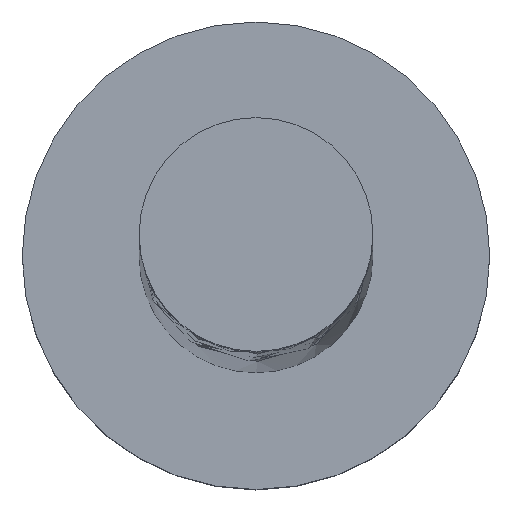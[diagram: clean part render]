
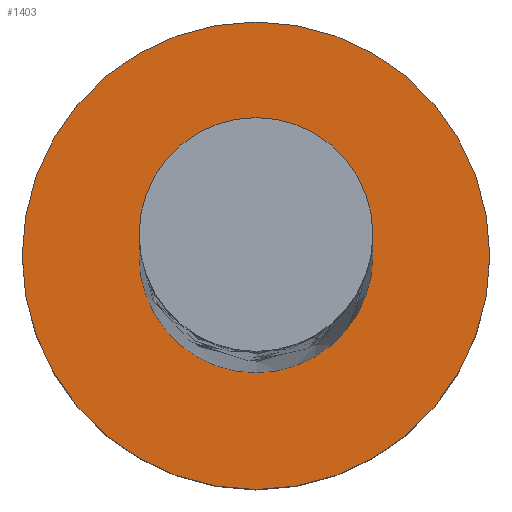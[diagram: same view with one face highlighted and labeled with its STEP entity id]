
A CAD part, top view. The second image highlights one B-rep face of the part: STEP entity #1403.
In plain terms, the highlighted planar face has unit normal (0, 0, 1).
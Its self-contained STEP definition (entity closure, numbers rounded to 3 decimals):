
#61 = DIRECTION ( 'NONE',  ( 0., 0., 1. ) ) ;
#104 = DIRECTION ( 'NONE',  ( 0., 0., 1. ) ) ;
#164 = FACE_BOUND ( 'NONE', #372, .T. ) ;
#173 = VERTEX_POINT ( 'NONE', #529 ) ;
#182 = CIRCLE ( 'NONE', #378, 3. ) ;
#219 = CARTESIAN_POINT ( 'NONE',  ( 3., 0., 3. ) ) ;
#335 = EDGE_CURVE ( 'NONE', #173, #988, #803, .T. ) ;
#347 = EDGE_CURVE ( 'NONE', #988, #173, #182, .T. ) ;
#349 = ORIENTED_EDGE ( 'NONE', *, *, #375, .F. ) ;
#372 = EDGE_LOOP ( 'NONE', ( #700, #349 ) ) ;
#375 = EDGE_CURVE ( 'NONE', #1361, #719, #577, .T. ) ;
#378 = AXIS2_PLACEMENT_3D ( 'NONE', #1464, #61, #1493 ) ;
#529 = CARTESIAN_POINT ( 'NONE',  ( -3., 0., 3. ) ) ;
#570 = CARTESIAN_POINT ( 'NONE',  ( 0., 0., 3. ) ) ;
#577 = CIRCLE ( 'NONE', #1460, 1.5 ) ;
#633 = DIRECTION ( 'NONE',  ( 0., 0., 1. ) ) ;
#644 = CIRCLE ( 'NONE', #953, 1.5 ) ;
#653 = DIRECTION ( 'NONE',  ( 1., 0., 0. ) ) ;
#675 = AXIS2_PLACEMENT_3D ( 'NONE', #889, #633, #1248 ) ;
#700 = ORIENTED_EDGE ( 'NONE', *, *, #823, .F. ) ;
#719 = VERTEX_POINT ( 'NONE', #1391 ) ;
#760 = PLANE ( 'NONE',  #675 ) ;
#767 = CARTESIAN_POINT ( 'NONE',  ( 1.5, 0., 3. ) ) ;
#803 = CIRCLE ( 'NONE', #1112, 3. ) ;
#823 = EDGE_CURVE ( 'NONE', #719, #1361, #644, .T. ) ;
#849 = EDGE_LOOP ( 'NONE', ( #1389, #1309 ) ) ;
#866 = DIRECTION ( 'NONE',  ( 0., 0., 1. ) ) ;
#880 = FACE_OUTER_BOUND ( 'NONE', #849, .T. ) ;
#889 = CARTESIAN_POINT ( 'NONE',  ( 0., 0., 3. ) ) ;
#897 = DIRECTION ( 'NONE',  ( 1., 0., 0. ) ) ;
#934 = CARTESIAN_POINT ( 'NONE',  ( 0., 0., 3. ) ) ;
#953 = AXIS2_PLACEMENT_3D ( 'NONE', #570, #1053, #1420 ) ;
#988 = VERTEX_POINT ( 'NONE', #219 ) ;
#1053 = DIRECTION ( 'NONE',  ( 0., 0., 1. ) ) ;
#1112 = AXIS2_PLACEMENT_3D ( 'NONE', #934, #104, #653 ) ;
#1246 = CARTESIAN_POINT ( 'NONE',  ( 0., 0., 3. ) ) ;
#1248 = DIRECTION ( 'NONE',  ( 1., 0., 0. ) ) ;
#1309 = ORIENTED_EDGE ( 'NONE', *, *, #347, .T. ) ;
#1361 = VERTEX_POINT ( 'NONE', #767 ) ;
#1389 = ORIENTED_EDGE ( 'NONE', *, *, #335, .T. ) ;
#1391 = CARTESIAN_POINT ( 'NONE',  ( -1.5, 0., 3. ) ) ;
#1403 = ADVANCED_FACE ( 'NONE', ( #164, #880 ), #760, .T. ) ;
#1420 = DIRECTION ( 'NONE',  ( 1., 0., 0. ) ) ;
#1460 = AXIS2_PLACEMENT_3D ( 'NONE', #1246, #866, #897 ) ;
#1464 = CARTESIAN_POINT ( 'NONE',  ( 0., 0., 3. ) ) ;
#1493 = DIRECTION ( 'NONE',  ( 1., 0., 0. ) ) ;
